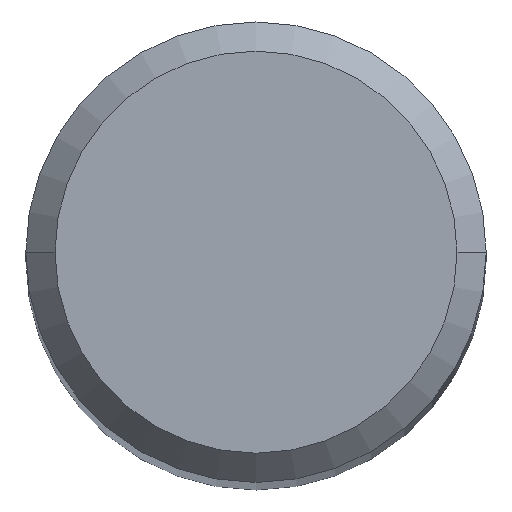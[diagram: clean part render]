
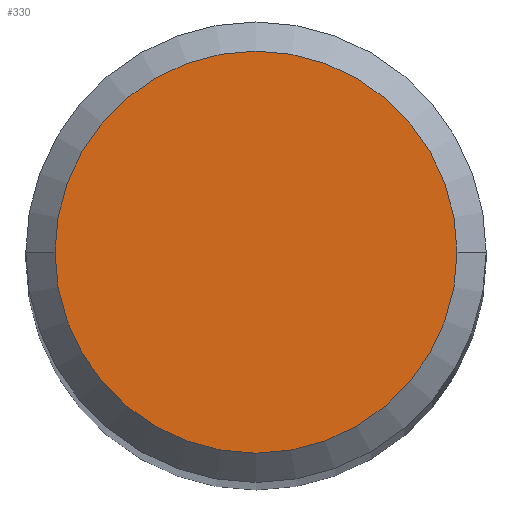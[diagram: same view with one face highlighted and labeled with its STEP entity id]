
A CAD part, top view. The second image highlights one B-rep face of the part: STEP entity #330.
In plain terms, the highlighted planar face has unit normal (0, 0, 1).
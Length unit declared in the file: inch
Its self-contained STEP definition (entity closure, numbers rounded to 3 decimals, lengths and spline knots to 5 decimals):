
#7 = ORIENTED_EDGE ( 'NONE', *, *, #288, .T. ) ;
#11 = DIRECTION ( 'NONE',  ( 1., 0., 0. ) ) ;
#19 = DIRECTION ( 'NONE',  ( 0., 0., 1. ) ) ;
#26 = DIRECTION ( 'NONE',  ( 1., 0., 0. ) ) ;
#37 = ORIENTED_EDGE ( 'NONE', *, *, #318, .T. ) ;
#58 = CARTESIAN_POINT ( 'NONE',  ( 0.10311, 0., 2.24409 ) ) ;
#60 = CARTESIAN_POINT ( 'NONE',  ( 0., 0., 2.24409 ) ) ;
#70 = PLANE ( 'NONE',  #181 ) ;
#96 = VERTEX_POINT ( 'NONE', #58 ) ;
#97 = VERTEX_POINT ( 'NONE', #104 ) ;
#104 = CARTESIAN_POINT ( 'NONE',  ( -0.10311, 0., 2.24409 ) ) ;
#124 = FACE_OUTER_BOUND ( 'NONE', #171, .T. ) ;
#137 = DIRECTION ( 'NONE',  ( 0., 0., 1. ) ) ;
#138 = CIRCLE ( 'NONE', #179, 0.10311 ) ;
#171 = EDGE_LOOP ( 'NONE', ( #37, #7 ) ) ;
#179 = AXIS2_PLACEMENT_3D ( 'NONE', #60, #137, #11 ) ;
#181 = AXIS2_PLACEMENT_3D ( 'NONE', #224, #19, #26 ) ;
#224 = CARTESIAN_POINT ( 'NONE',  ( 0., 0., 2.24409 ) ) ;
#225 = AXIS2_PLACEMENT_3D ( 'NONE', #287, #260, #239 ) ;
#239 = DIRECTION ( 'NONE',  ( 1., 0., 0. ) ) ;
#245 = CIRCLE ( 'NONE', #225, 0.10311 ) ;
#260 = DIRECTION ( 'NONE',  ( 0., 0., 1. ) ) ;
#287 = CARTESIAN_POINT ( 'NONE',  ( 0., 0., 2.24409 ) ) ;
#288 = EDGE_CURVE ( 'NONE', #96, #97, #245, .T. ) ;
#318 = EDGE_CURVE ( 'NONE', #97, #96, #138, .T. ) ;
#330 = ADVANCED_FACE ( 'NONE', ( #124 ), #70, .T. ) ;
